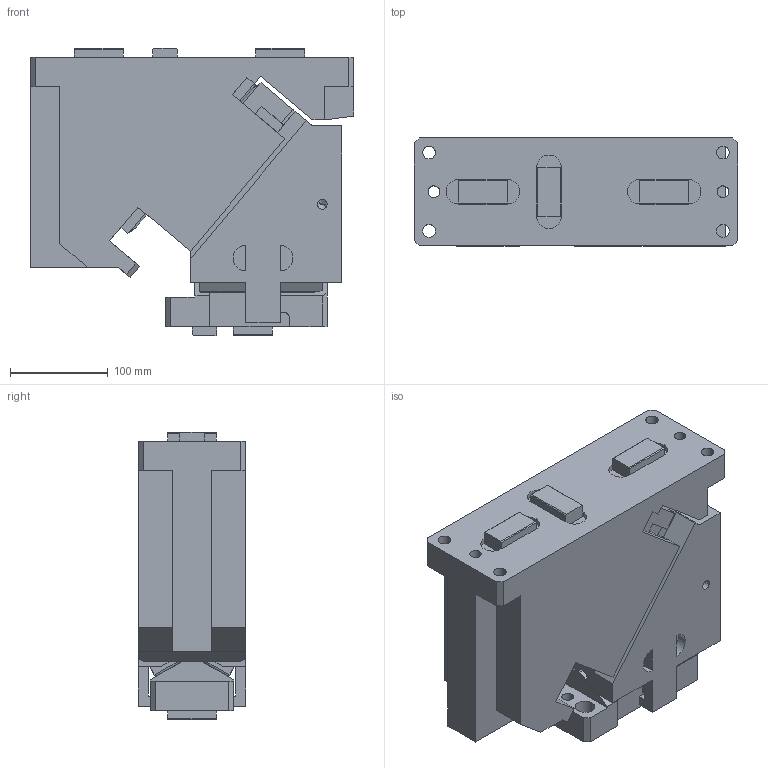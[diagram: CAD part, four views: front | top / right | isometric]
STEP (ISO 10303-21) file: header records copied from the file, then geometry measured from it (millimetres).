
FILE_DESCRIPTION(('CATIA V5 STEP Exchange'),'2;1');
FILE_NAME('CACV_110_00.stp','2015-04-24T14:10:16+00:00',('none'),('none'),'CATIA Version 5 Release 19 SP 2 (IN-10)','CATIA V5 STEP AP203','none');
FILE_SCHEMA(('CONFIG_CONTROL_DESIGN'));
Length unit declared in the file: millimetre
Products named in the file (1): CACV_110_00
Bounding box: 330 x 110 x 293 mm (x, y, z)
Volume: 7234085.6 mm3; surface area: 502408.9 mm2
Topology: 3 solids, 7 shells, 385 faces, 1042 edges, 679 vertices
Faces by surface type: plane 249, cylinder 122, cone 14
Entity records: 12485 total; most frequent: CARTESIAN_POINT 3088, ORIENTED_EDGE 2056, DIRECTION 1649, EDGE_CURVE 1028, VECTOR 786, LINE 786, VERTEX_POINT 679, AXIS2_PLACEMENT_3D 517
